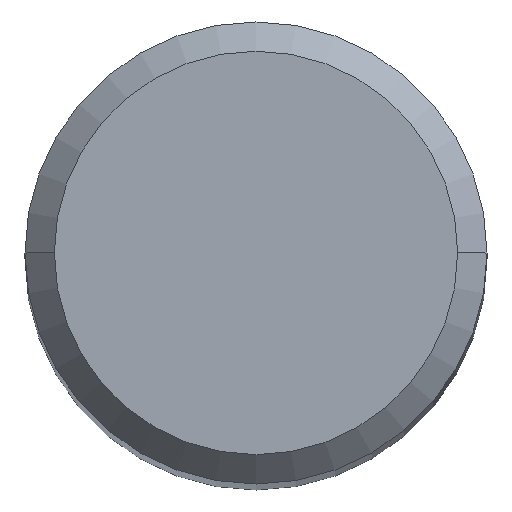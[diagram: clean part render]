
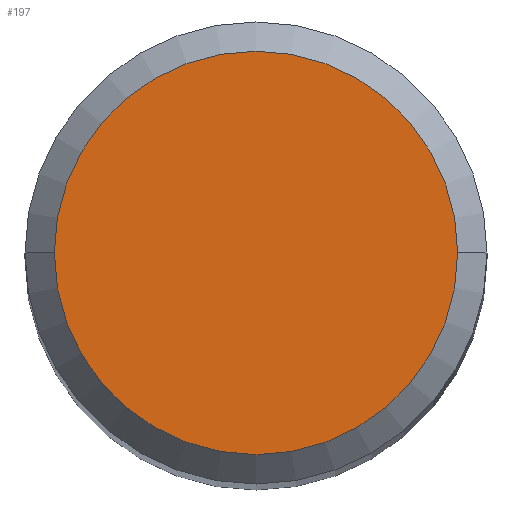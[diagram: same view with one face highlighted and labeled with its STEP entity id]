
A CAD part, top view. The second image highlights one B-rep face of the part: STEP entity #197.
In plain terms, the highlighted planar face has unit normal (0, 0, 1).
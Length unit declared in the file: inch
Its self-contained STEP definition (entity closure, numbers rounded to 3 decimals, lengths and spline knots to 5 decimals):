
#3 = CIRCLE ( 'NONE', #86, 0.10311 ) ;
#12 = EDGE_CURVE ( 'NONE', #158, #185, #90, .T. ) ;
#13 = ORIENTED_EDGE ( 'NONE', *, *, #12, .T. ) ;
#20 = DIRECTION ( 'NONE',  ( 1., 0., 0. ) ) ;
#27 = FACE_OUTER_BOUND ( 'NONE', #366, .T. ) ;
#46 = DIRECTION ( 'NONE',  ( 1., 0., 0. ) ) ;
#49 = CARTESIAN_POINT ( 'NONE',  ( 0., 0., 2.24409 ) ) ;
#57 = DIRECTION ( 'NONE',  ( 0., 0., 1. ) ) ;
#59 = CARTESIAN_POINT ( 'NONE',  ( -0.10311, 0., 2.24409 ) ) ;
#68 = EDGE_CURVE ( 'NONE', #185, #158, #3, .T. ) ;
#83 = DIRECTION ( 'NONE',  ( 0., 0., 1. ) ) ;
#86 = AXIS2_PLACEMENT_3D ( 'NONE', #49, #348, #46 ) ;
#89 = DIRECTION ( 'NONE',  ( 1., 0., 0. ) ) ;
#90 = CIRCLE ( 'NONE', #104, 0.10311 ) ;
#98 = ORIENTED_EDGE ( 'NONE', *, *, #68, .T. ) ;
#104 = AXIS2_PLACEMENT_3D ( 'NONE', #286, #83, #20 ) ;
#158 = VERTEX_POINT ( 'NONE', #169 ) ;
#169 = CARTESIAN_POINT ( 'NONE',  ( 0.10311, 0., 2.24409 ) ) ;
#185 = VERTEX_POINT ( 'NONE', #59 ) ;
#197 = ADVANCED_FACE ( 'NONE', ( #27 ), #325, .T. ) ;
#269 = CARTESIAN_POINT ( 'NONE',  ( 0., 0., 2.24409 ) ) ;
#286 = CARTESIAN_POINT ( 'NONE',  ( 0., 0., 2.24409 ) ) ;
#325 = PLANE ( 'NONE',  #360 ) ;
#348 = DIRECTION ( 'NONE',  ( 0., 0., 1. ) ) ;
#360 = AXIS2_PLACEMENT_3D ( 'NONE', #269, #57, #89 ) ;
#366 = EDGE_LOOP ( 'NONE', ( #98, #13 ) ) ;
